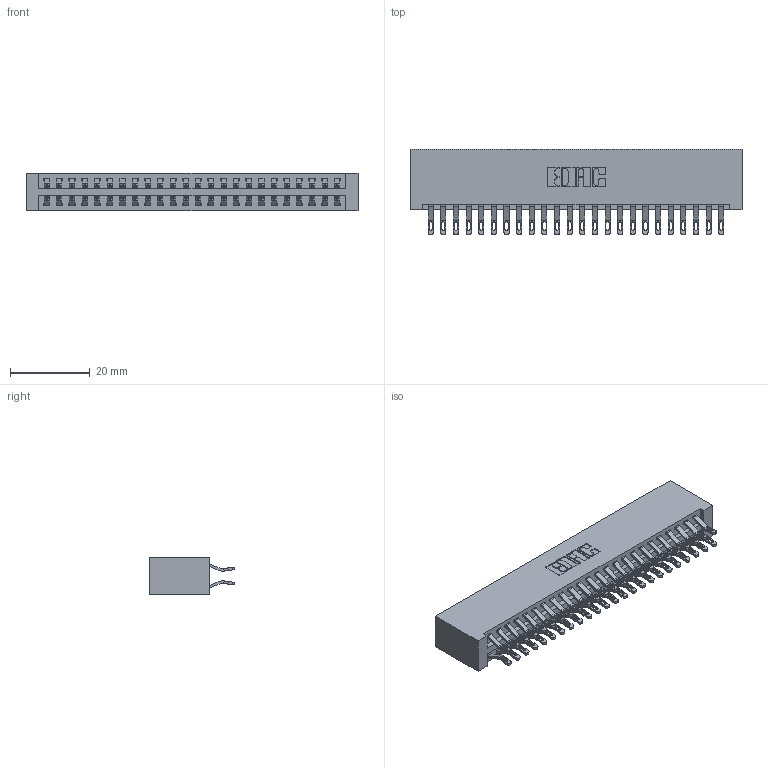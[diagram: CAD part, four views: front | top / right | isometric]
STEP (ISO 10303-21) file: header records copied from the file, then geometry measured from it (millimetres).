
FILE_DESCRIPTION (( 'STEP AP203' ), '1' );
FILE_NAME ('396-048-555-201.STEP', '2019-10-30T12:38:10', ( '' ), ( '' ), 'SwSTEP 2.0', 'SolidWorks 2016', '' );
FILE_SCHEMA (( 'CONFIG_CONTROL_DESIGN' ));
Length unit declared in the file: inch
Products named in the file (3): 396-048-555-201; 346 Part_No Mounting Lugs; 345-292-001_555 Tail
Assembly tree (49 placements, depth 2):
  396-048-555-201
    346 Part_No Mounting Lugs
    345-292-001_555 Tail  x48
Bounding box: 83.44 x 21.46 x 9.4 mm (x, y, z)
Volume: 8709 mm3; surface area: 12347.7 mm2
Topology: 49 solids, 49 shells, 2898 faces, 9089 edges, 6058 vertices
Faces by surface type: plane 1656, cylinder 1242
Entity records: 18135 total; most frequent: CARTESIAN_POINT 3046, ORIENTED_EDGE 2950, DIRECTION 2699, EDGE_CURVE 1475, LINE 1235, VECTOR 1235, VERTEX_POINT 982, AXIS2_PLACEMENT_3D 732
